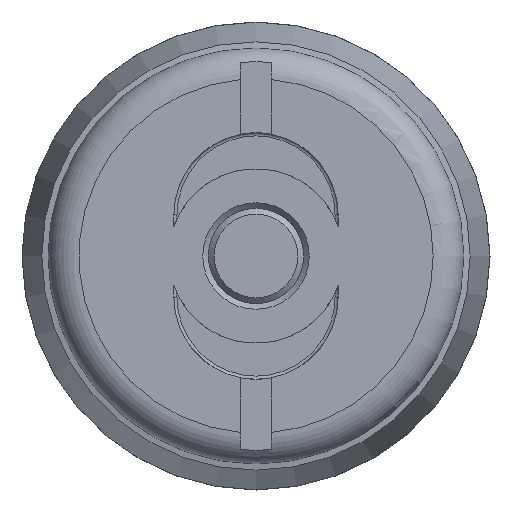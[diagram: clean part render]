
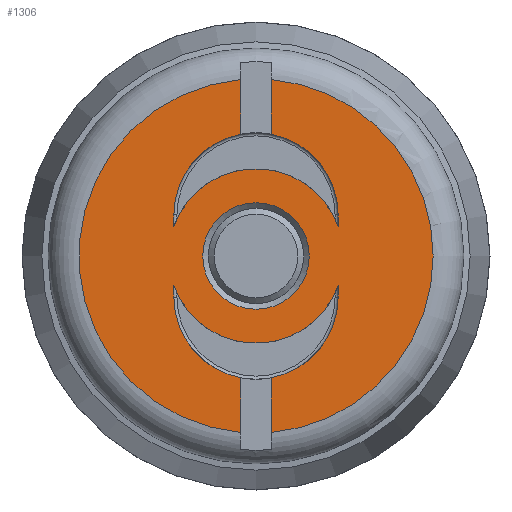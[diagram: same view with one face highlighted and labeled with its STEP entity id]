
A CAD part, front view. The second image highlights one B-rep face of the part: STEP entity #1306.
In plain terms, the highlighted planar face has unit normal (0, -1, 0).
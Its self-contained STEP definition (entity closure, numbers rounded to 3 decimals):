
#42=FACE_BOUND('',#238,.T.);
#74=PLANE('',#1474);
#158=FACE_OUTER_BOUND('',#237,.T.);
#237=EDGE_LOOP('',(#1075,#1076,#1077,#1078,#1079,#1080,#1081,#1082,#1083,
#1084,#1085,#1086,#1087,#1088,#1089,#1090,#1091));
#238=EDGE_LOOP('',(#1092));
#277=LINE('',#2073,#355);
#283=LINE('',#2085,#361);
#292=LINE('',#2163,#370);
#294=LINE('',#2168,#372);
#306=LINE('',#2282,#384);
#310=LINE('',#2298,#388);
#312=LINE('',#2315,#390);
#314=LINE('',#2320,#392);
#355=VECTOR('',#1609,10.);
#361=VECTOR('',#1617,10.);
#370=VECTOR('',#1656,10.);
#372=VECTOR('',#1660,10.);
#384=VECTOR('',#1732,10.);
#388=VECTOR('',#1748,10.);
#390=VECTOR('',#1752,10.);
#392=VECTOR('',#1756,10.);
#442=CIRCLE('',#1411,8.);
#444=CIRCLE('',#1413,8.);
#456=CIRCLE('',#1439,8.);
#457=CIRCLE('',#1440,8.);
#460=CIRCLE('',#1444,17.25);
#461=CIRCLE('',#1445,17.25);
#462=CIRCLE('',#1446,17.25);
#474=CIRCLE('',#1468,8.5);
#476=CIRCLE('',#1473,5.188);
#477=CIRCLE('',#1475,8.5);
#532=VERTEX_POINT('',#2069);
#534=VERTEX_POINT('',#2072);
#537=VERTEX_POINT('',#2079);
#539=VERTEX_POINT('',#2083);
#552=VERTEX_POINT('',#2159);
#553=VERTEX_POINT('',#2161);
#554=VERTEX_POINT('',#2165);
#555=VERTEX_POINT('',#2167);
#558=VERTEX_POINT('',#2183);
#561=VERTEX_POINT('',#2189);
#574=VERTEX_POINT('',#2275);
#580=VERTEX_POINT('',#2297);
#581=VERTEX_POINT('',#2306);
#582=VERTEX_POINT('',#2308);
#583=VERTEX_POINT('',#2317);
#584=VERTEX_POINT('',#2319);
#587=VERTEX_POINT('',#2334);
#599=VERTEX_POINT('',#2389);
#662=EDGE_CURVE('',#534,#532,#277,.T.);
#668=EDGE_CURVE('',#537,#539,#283,.T.);
#689=EDGE_CURVE('',#552,#553,#292,.T.);
#691=EDGE_CURVE('',#555,#554,#294,.T.);
#699=EDGE_CURVE('',#558,#534,#442,.T.);
#703=EDGE_CURVE('',#553,#561,#444,.T.);
#724=EDGE_CURVE('',#561,#574,#306,.T.);
#731=EDGE_CURVE('',#580,#558,#310,.T.);
#735=EDGE_CURVE('',#581,#582,#312,.T.);
#737=EDGE_CURVE('',#584,#583,#314,.T.);
#739=EDGE_CURVE('',#583,#555,#456,.T.);
#740=EDGE_CURVE('',#539,#581,#457,.T.);
#743=EDGE_CURVE('',#587,#574,#460,.T.);
#744=EDGE_CURVE('',#580,#582,#461,.T.);
#745=EDGE_CURVE('',#584,#587,#462,.T.);
#767=EDGE_CURVE('',#532,#552,#474,.T.);
#770=EDGE_CURVE('',#599,#599,#476,.T.);
#772=EDGE_CURVE('',#554,#537,#477,.T.);
#1075=ORIENTED_EDGE('',*,*,#772,.T.);
#1076=ORIENTED_EDGE('',*,*,#668,.T.);
#1077=ORIENTED_EDGE('',*,*,#740,.T.);
#1078=ORIENTED_EDGE('',*,*,#735,.T.);
#1079=ORIENTED_EDGE('',*,*,#744,.F.);
#1080=ORIENTED_EDGE('',*,*,#731,.T.);
#1081=ORIENTED_EDGE('',*,*,#699,.T.);
#1082=ORIENTED_EDGE('',*,*,#662,.T.);
#1083=ORIENTED_EDGE('',*,*,#767,.T.);
#1084=ORIENTED_EDGE('',*,*,#689,.T.);
#1085=ORIENTED_EDGE('',*,*,#703,.T.);
#1086=ORIENTED_EDGE('',*,*,#724,.T.);
#1087=ORIENTED_EDGE('',*,*,#743,.F.);
#1088=ORIENTED_EDGE('',*,*,#745,.F.);
#1089=ORIENTED_EDGE('',*,*,#737,.T.);
#1090=ORIENTED_EDGE('',*,*,#739,.T.);
#1091=ORIENTED_EDGE('',*,*,#691,.T.);
#1092=ORIENTED_EDGE('',*,*,#770,.F.);
#1306=ADVANCED_FACE('',(#158,#42),#74,.T.);
#1411=AXIS2_PLACEMENT_3D('',#2184,#1684,#1685);
#1413=AXIS2_PLACEMENT_3D('',#2191,#1690,#1691);
#1439=AXIS2_PLACEMENT_3D('',#2328,#1759,#1760);
#1440=AXIS2_PLACEMENT_3D('',#2329,#1761,#1762);
#1444=AXIS2_PLACEMENT_3D('',#2336,#1769,#1770);
#1445=AXIS2_PLACEMENT_3D('',#2337,#1771,#1772);
#1446=AXIS2_PLACEMENT_3D('',#2338,#1773,#1774);
#1468=AXIS2_PLACEMENT_3D('',#2382,#1826,#1827);
#1473=AXIS2_PLACEMENT_3D('',#2390,#1837,#1838);
#1474=AXIS2_PLACEMENT_3D('',#2392,#1840,#1841);
#1475=AXIS2_PLACEMENT_3D('',#2393,#1842,#1843);
#1609=DIRECTION('',(0.,0.,1.));
#1617=DIRECTION('',(0.,0.,1.));
#1656=DIRECTION('',(0.,0.,-1.));
#1660=DIRECTION('',(0.,0.,-1.));
#1684=DIRECTION('center_axis',(0.,1.,0.));
#1685=DIRECTION('ref_axis',(-1.,0.,0.));
#1690=DIRECTION('center_axis',(0.,1.,0.));
#1691=DIRECTION('ref_axis',(-1.,0.,0.));
#1732=DIRECTION('',(0.,0.,-1.));
#1748=DIRECTION('',(0.,0.,1.));
#1752=DIRECTION('',(0.,0.,1.));
#1756=DIRECTION('',(0.,0.,-1.));
#1759=DIRECTION('center_axis',(0.,1.,0.));
#1760=DIRECTION('ref_axis',(1.,0.,0.));
#1761=DIRECTION('center_axis',(0.,1.,0.));
#1762=DIRECTION('ref_axis',(1.,0.,0.));
#1769=DIRECTION('center_axis',(0.,1.,0.));
#1770=DIRECTION('ref_axis',(0.,0.,1.));
#1771=DIRECTION('center_axis',(0.,1.,0.));
#1772=DIRECTION('ref_axis',(0.,0.,1.));
#1773=DIRECTION('center_axis',(0.,1.,0.));
#1774=DIRECTION('ref_axis',(0.,0.,1.));
#1826=DIRECTION('center_axis',(0.,-1.,0.));
#1827=DIRECTION('ref_axis',(0.,0.,
-1.));
#1837=DIRECTION('center_axis',(0.,-1.,0.));
#1838=DIRECTION('ref_axis',(0.,0.,1.));
#1840=DIRECTION('center_axis',(0.,-1.,0.));
#1841=DIRECTION('ref_axis',(-1.,0.,0.));
#1842=DIRECTION('center_axis',(0.,-1.,0.));
#1843=DIRECTION('ref_axis',(0.,0.,
-1.));
#2069=CARTESIAN_POINT('',(-8.,-14.8,-2.872));
#2072=CARTESIAN_POINT('',(-8.,-14.8,-4.));
#2073=CARTESIAN_POINT('',(-8.,-14.8,-12.125));
#2079=CARTESIAN_POINT('',(-8.,-14.8,2.872));
#2083=CARTESIAN_POINT('',(-8.,-14.8,4.));
#2085=CARTESIAN_POINT('',(-8.,-14.8,-12.125));
#2159=CARTESIAN_POINT('',(8.,-14.8,-2.872));
#2161=CARTESIAN_POINT('',(8.,-14.8,-4.));
#2163=CARTESIAN_POINT('',(8.,-14.8,-8.125));
#2165=CARTESIAN_POINT('',(8.,-14.8,2.872));
#2167=CARTESIAN_POINT('',(8.,-14.8,4.));
#2168=CARTESIAN_POINT('',(8.,-14.8,-8.125));
#2183=CARTESIAN_POINT('',(-1.5,-14.8,-11.858));
#2184=CARTESIAN_POINT('Origin',(0.,-14.8,-4.));
#2189=CARTESIAN_POINT('',(1.5,-14.8,-11.858));
#2191=CARTESIAN_POINT('Origin',(0.,-14.8,-4.));
#2275=CARTESIAN_POINT('',(1.5,-14.8,-17.185));
#2282=CARTESIAN_POINT('',(1.5,-14.8,1.125));
#2297=CARTESIAN_POINT('',(-1.5,-14.8,-17.185));
#2298=CARTESIAN_POINT('',(-1.5,-14.8,-21.375));
#2306=CARTESIAN_POINT('',(-1.5,-14.8,11.858));
#2308=CARTESIAN_POINT('',(-1.5,-14.8,17.185));
#2315=CARTESIAN_POINT('',(-1.5,-14.8,-21.375));
#2317=CARTESIAN_POINT('',(1.5,-14.8,11.858));
#2319=CARTESIAN_POINT('',(1.5,-14.8,17.185));
#2320=CARTESIAN_POINT('',(1.5,-14.8,1.125));
#2328=CARTESIAN_POINT('Origin',(0.,-14.8,4.));
#2329=CARTESIAN_POINT('Origin',(0.,-14.8,4.));
#2334=CARTESIAN_POINT('',(17.25,-14.8,0.));
#2336=CARTESIAN_POINT('Origin',(0.,-14.8,0.));
#2337=CARTESIAN_POINT('Origin',(0.,-14.8,0.));
#2338=CARTESIAN_POINT('Origin',(0.,-14.8,0.));
#2382=CARTESIAN_POINT('Origin',(0.,-14.8,0.));
#2389=CARTESIAN_POINT('',(0.,-14.8,-5.188));
#2390=CARTESIAN_POINT('Origin',(0.,-14.8,0.));
#2392=CARTESIAN_POINT('Origin',(0.,-14.8,0.));
#2393=CARTESIAN_POINT('Origin',(0.,-14.8,0.));
